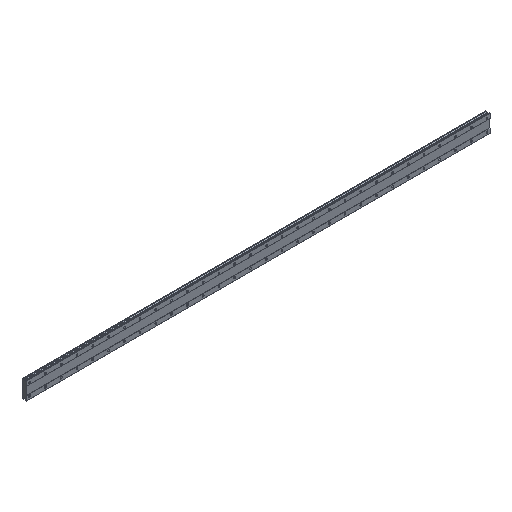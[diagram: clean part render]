
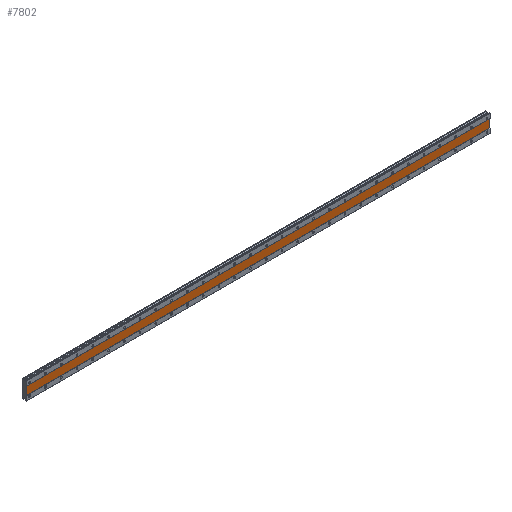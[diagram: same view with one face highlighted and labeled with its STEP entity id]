
A CAD part, isometric view. The second image highlights one B-rep face of the part: STEP entity #7802.
In plain terms, the highlighted planar face has unit normal (0, -1, 0).
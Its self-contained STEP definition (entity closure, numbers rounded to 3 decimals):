
#151 = ORIENTED_EDGE ( 'NONE', *, *, #10236, .F. ) ;
#200 = CARTESIAN_POINT ( 'NONE',  ( 2335., 1., -20. ) ) ;
#681 = VECTOR ( 'NONE', #8425, 1000. ) ;
#969 = DIRECTION ( 'NONE',  ( 0., 0., 1. ) ) ;
#1138 = EDGE_LOOP ( 'NONE', ( #8261, #151, #1933, #4389 ) ) ;
#1151 = EDGE_CURVE ( 'NONE', #4236, #4170, #5393, .T. ) ;
#1302 = CARTESIAN_POINT ( 'NONE',  ( -15., 1., 20. ) ) ;
#1811 = EDGE_CURVE ( 'NONE', #7218, #4236, #2048, .T. ) ;
#1933 = ORIENTED_EDGE ( 'NONE', *, *, #1151, .F. ) ;
#2048 = LINE ( 'NONE', #1302, #681 ) ;
#3063 = VERTEX_POINT ( 'NONE', #200 ) ;
#3310 = CARTESIAN_POINT ( 'NONE',  ( 2335., 1., 20. ) ) ;
#3536 = DIRECTION ( 'NONE',  ( -1., 0., 0. ) ) ;
#4077 = CARTESIAN_POINT ( 'NONE',  ( 2335., 1., 20. ) ) ;
#4170 = VERTEX_POINT ( 'NONE', #9706 ) ;
#4236 = VERTEX_POINT ( 'NONE', #5130 ) ;
#4371 = AXIS2_PLACEMENT_3D ( 'NONE', #4077, #8152, #969 ) ;
#4389 = ORIENTED_EDGE ( 'NONE', *, *, #1811, .F. ) ;
#4422 = CARTESIAN_POINT ( 'NONE',  ( -15., 1., -20. ) ) ;
#5130 = CARTESIAN_POINT ( 'NONE',  ( -15., 1., 20. ) ) ;
#5393 = LINE ( 'NONE', #8655, #9618 ) ;
#6335 = DIRECTION ( 'NONE',  ( 0., 0., -1. ) ) ;
#6885 = LINE ( 'NONE', #9218, #9400 ) ;
#7108 = DIRECTION ( 'NONE',  ( 1., 0., 0. ) ) ;
#7131 = VECTOR ( 'NONE', #6335, 1000. ) ;
#7218 = VERTEX_POINT ( 'NONE', #4422 ) ;
#7227 = EDGE_CURVE ( 'NONE', #3063, #7218, #6885, .T. ) ;
#7288 = LINE ( 'NONE', #3310, #7131 ) ;
#7802 = ADVANCED_FACE ( 'NONE', ( #9668 ), #9833, .F. ) ;
#8152 = DIRECTION ( 'NONE',  ( 0., 1., 0. ) ) ;
#8261 = ORIENTED_EDGE ( 'NONE', *, *, #7227, .F. ) ;
#8425 = DIRECTION ( 'NONE',  ( 0., 0., 1. ) ) ;
#8655 = CARTESIAN_POINT ( 'NONE',  ( 2335., 1., 20. ) ) ;
#9218 = CARTESIAN_POINT ( 'NONE',  ( 2335., 1., -20. ) ) ;
#9400 = VECTOR ( 'NONE', #3536, 1000. ) ;
#9618 = VECTOR ( 'NONE', #7108, 1000. ) ;
#9668 = FACE_OUTER_BOUND ( 'NONE', #1138, .T. ) ;
#9706 = CARTESIAN_POINT ( 'NONE',  ( 2335., 1., 20. ) ) ;
#9833 = PLANE ( 'NONE',  #4371 ) ;
#10236 = EDGE_CURVE ( 'NONE', #4170, #3063, #7288, .T. ) ;
